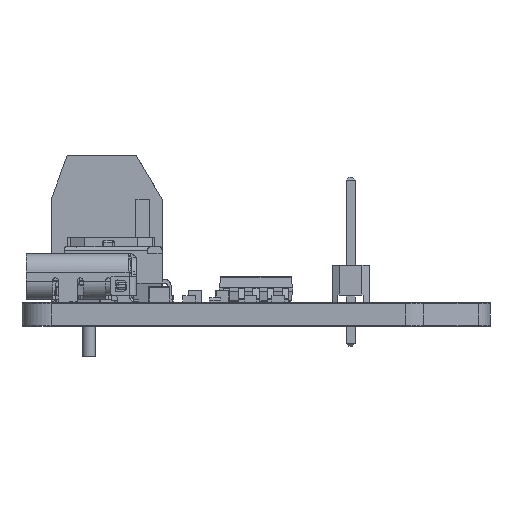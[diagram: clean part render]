
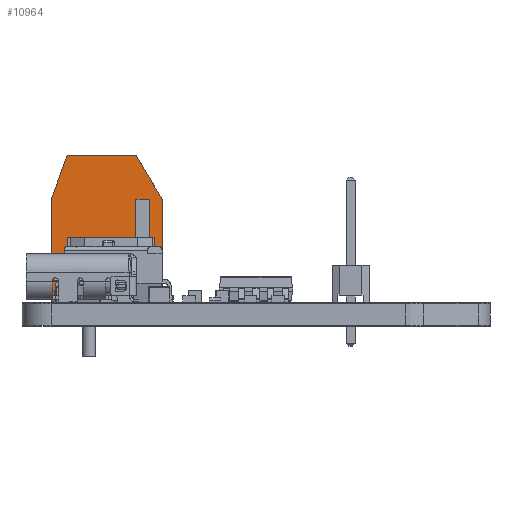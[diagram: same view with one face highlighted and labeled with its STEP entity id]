
A CAD part, left-side view. The second image highlights one B-rep face of the part: STEP entity #10964.
In plain terms, the highlighted free-form (B-spline) face has degree [1, 1] with [2, 2] control points.
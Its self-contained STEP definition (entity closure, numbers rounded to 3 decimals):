
#10231 = VERTEX_POINT('',#10232);
#10232 = CARTESIAN_POINT('',(69.488,32.039,
    2.233));
#10237 = EDGE_CURVE('',#10231,#10238,#10240,.T.);
#10238 = VERTEX_POINT('',#10239);
#10239 = CARTESIAN_POINT('',(69.488,32.039,
    11.856));
#10240 = B_SPLINE_CURVE_WITH_KNOTS('',1,(#10241,#10242),.UNSPECIFIED.,
  .F.,.F.,(2,2),(0.,7.),.PIECEWISE_BEZIER_KNOTS.);
#10241 = CARTESIAN_POINT('',(69.488,32.039,
    2.233));
#10242 = CARTESIAN_POINT('',(69.488,32.039,
    11.856));
#10257 = EDGE_CURVE('',#10258,#10260,#10262,.T.);
#10258 = VERTEX_POINT('',#10259);
#10259 = CARTESIAN_POINT('',(69.488,33.276,
    11.856));
#10260 = VERTEX_POINT('',#10261);
#10261 = CARTESIAN_POINT('',(69.488,33.276,
    2.233));
#10262 = B_SPLINE_CURVE_WITH_KNOTS('',1,(#10263,#10264),.UNSPECIFIED.,
  .F.,.F.,(2,2),(0.,7.),.PIECEWISE_BEZIER_KNOTS.);
#10263 = CARTESIAN_POINT('',(69.488,33.276,
    11.856));
#10264 = CARTESIAN_POINT('',(69.488,33.276,
    2.233));
#10828 = VERTEX_POINT('',#10829);
#10829 = CARTESIAN_POINT('',(69.488,39.737,
    15.98));
#10834 = EDGE_CURVE('',#10828,#10835,#10837,.T.);
#10835 = VERTEX_POINT('',#10836);
#10836 = CARTESIAN_POINT('',(69.488,33.276,
    15.98));
#10837 = B_SPLINE_CURVE_WITH_KNOTS('',1,(#10838,#10839),.UNSPECIFIED.,
  .F.,.F.,(2,2),(0.,4.7),.PIECEWISE_BEZIER_KNOTS.);
#10838 = CARTESIAN_POINT('',(69.488,39.737,
    15.98));
#10839 = CARTESIAN_POINT('',(69.488,33.276,
    15.98));
#10964 = ADVANCED_FACE('',(#10965),#11013,.F.);
#10965 = FACE_BOUND('',#10966,.T.);
#10966 = EDGE_LOOP('',(#10967,#10968,#10975,#10982,#10987,#10988,#10995,
    #11002,#11007,#11008));
#10967 = ORIENTED_EDGE('',*,*,#10237,.F.);
#10968 = ORIENTED_EDGE('',*,*,#10969,.T.);
#10969 = EDGE_CURVE('',#10231,#10970,#10972,.T.);
#10970 = VERTEX_POINT('',#10971);
#10971 = CARTESIAN_POINT('',(69.488,30.802,
    2.233));
#10972 = B_SPLINE_CURVE_WITH_KNOTS('',1,(#10973,#10974),.UNSPECIFIED.,
  .F.,.F.,(2,2),(0.,0.9),.PIECEWISE_BEZIER_KNOTS.);
#10973 = CARTESIAN_POINT('',(69.488,32.039,
    2.233));
#10974 = CARTESIAN_POINT('',(69.488,30.802,
    2.233));
#10975 = ORIENTED_EDGE('',*,*,#10976,.F.);
#10976 = EDGE_CURVE('',#10977,#10970,#10979,.T.);
#10977 = VERTEX_POINT('',#10978);
#10978 = CARTESIAN_POINT('',(69.488,30.802,
    11.856));
#10979 = B_SPLINE_CURVE_WITH_KNOTS('',1,(#10980,#10981),.UNSPECIFIED.,
  .F.,.F.,(2,2),(0.,7.),.PIECEWISE_BEZIER_KNOTS.);
#10980 = CARTESIAN_POINT('',(69.488,30.802,
    11.856));
#10981 = CARTESIAN_POINT('',(69.488,30.802,
    2.233));
#10982 = ORIENTED_EDGE('',*,*,#10983,.F.);
#10983 = EDGE_CURVE('',#10835,#10977,#10984,.T.);
#10984 = B_SPLINE_CURVE_WITH_KNOTS('',1,(#10985,#10986),.UNSPECIFIED.,
  .F.,.F.,(2,2),(0.,3.499),.PIECEWISE_BEZIER_KNOTS.);
#10985 = CARTESIAN_POINT('',(69.488,33.276,
    15.98));
#10986 = CARTESIAN_POINT('',(69.488,30.802,
    11.856));
#10987 = ORIENTED_EDGE('',*,*,#10834,.F.);
#10988 = ORIENTED_EDGE('',*,*,#10989,.T.);
#10989 = EDGE_CURVE('',#10828,#10990,#10992,.T.);
#10990 = VERTEX_POINT('',#10991);
#10991 = CARTESIAN_POINT('',(69.488,41.249,
    11.856));
#10992 = B_SPLINE_CURVE_WITH_KNOTS('',1,(#10993,#10994),.UNSPECIFIED.,
  .F.,.F.,(2,2),(0.,3.195),.PIECEWISE_BEZIER_KNOTS.);
#10993 = CARTESIAN_POINT('',(69.488,39.737,
    15.98));
#10994 = CARTESIAN_POINT('',(69.488,41.249,
    11.856));
#10995 = ORIENTED_EDGE('',*,*,#10996,.T.);
#10996 = EDGE_CURVE('',#10990,#10997,#10999,.T.);
#10997 = VERTEX_POINT('',#10998);
#10998 = CARTESIAN_POINT('',(69.488,41.249,
    2.233));
#10999 = B_SPLINE_CURVE_WITH_KNOTS('',1,(#11000,#11001),.UNSPECIFIED.,
  .F.,.F.,(2,2),(0.,7.),.PIECEWISE_BEZIER_KNOTS.);
#11000 = CARTESIAN_POINT('',(69.488,41.249,
    11.856));
#11001 = CARTESIAN_POINT('',(69.488,41.249,
    2.233));
#11002 = ORIENTED_EDGE('',*,*,#11003,.T.);
#11003 = EDGE_CURVE('',#10997,#10260,#11004,.T.);
#11004 = B_SPLINE_CURVE_WITH_KNOTS('',1,(#11005,#11006),.UNSPECIFIED.,
  .F.,.F.,(2,2),(0.,5.8),.PIECEWISE_BEZIER_KNOTS.);
#11005 = CARTESIAN_POINT('',(69.488,41.249,
    2.233));
#11006 = CARTESIAN_POINT('',(69.488,33.276,
    2.233));
#11007 = ORIENTED_EDGE('',*,*,#10257,.F.);
#11008 = ORIENTED_EDGE('',*,*,#11009,.F.);
#11009 = EDGE_CURVE('',#10238,#10258,#11010,.T.);
#11010 = B_SPLINE_CURVE_WITH_KNOTS('',1,(#11011,#11012),.UNSPECIFIED.,
  .F.,.F.,(2,2),(0.,0.9),.PIECEWISE_BEZIER_KNOTS.);
#11011 = CARTESIAN_POINT('',(69.488,32.039,
    11.856));
#11012 = CARTESIAN_POINT('',(69.488,33.276,
    11.856));
#11013 = B_SPLINE_SURFACE_WITH_KNOTS('',1,1,(
    (#11014,#11015)
    ,(#11016,#11017
    )),.UNSPECIFIED.,.F.,.F.,.F.,(2,2),(2,2),(-7.6,0.),(-10.,0.),
  .PIECEWISE_BEZIER_KNOTS.);
#11014 = CARTESIAN_POINT('',(69.488,30.802,
    2.233));
#11015 = CARTESIAN_POINT('',(69.488,30.802,
    15.98));
#11016 = CARTESIAN_POINT('',(69.488,41.249,
    2.233));
#11017 = CARTESIAN_POINT('',(69.488,41.249,
    15.98));
